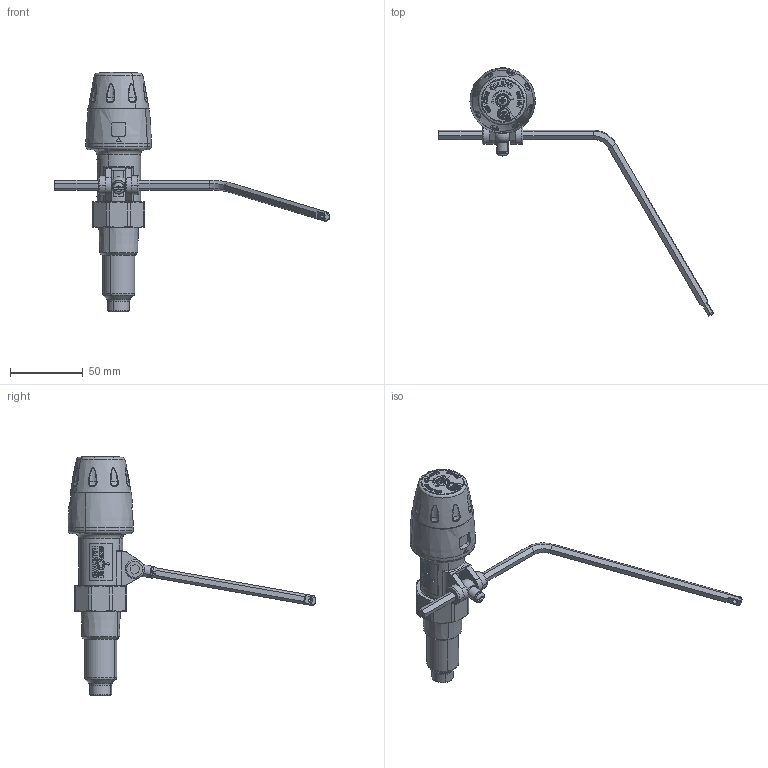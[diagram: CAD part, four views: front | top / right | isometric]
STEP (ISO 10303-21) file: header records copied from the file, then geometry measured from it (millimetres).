
FILE_DESCRIPTION(('CATIA V5 STEP Exchange','CAx-IF Rec.Pracs.--- Model Styling and Organization---1.5--- 2016-08-15','CAx-IF Rec.Pracs.---Supplemental Geometry---1.0---2011-11-01','CAx-IF Rec.Pracs.--- Composite Materials ---3.4---2017-06-13','CAx-IF Rec.Pracs.---Tessellated 3D Geometry---1.0---2015-12-17'),'2;1');
FILE_NAME('STEP_529050_-TST.stp','2022-12-16T15:05:54+00:00',('none'),('none'),'CATIA Version 5-6 Release 2020 SP5','CATIA V5 STEP AP242 v2','none');
FILE_SCHEMA(('AP242_MANAGED_MODEL_BASED_3D_ENGINEERING_MIM_LF {1 0 10303 442 1 1 4}'));
Products named in the file (1): 529050 -TST
Bounding box: 189.02 x 170.68 x 164.64 mm (x, y, z)
Volume: 149792.3 mm3; surface area: 27040.9 mm2
Topology: 1 solids, 1 shells, 1194 faces, 3153 edges, 2032 vertices
Faces by surface type: plane 498, extrusion 284, cylinder 184, bspline 58, sphere 57, cone 56, torus 51, revolution 6
Entity records: 48050 total; most frequent: CARTESIAN_POINT 22962, ORIENTED_EDGE 6272, EDGE_CURVE 3136, DIRECTION 3039, VERTEX_POINT 2032, B_SPLINE_CURVE_WITH_KNOTS 1985, VECTOR 1389, EDGE_LOOP 1288
